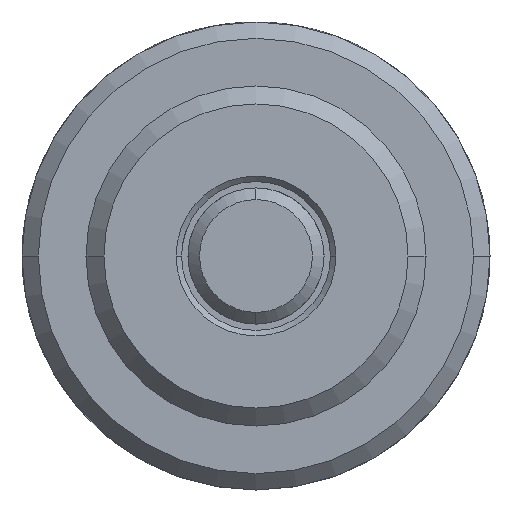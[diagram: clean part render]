
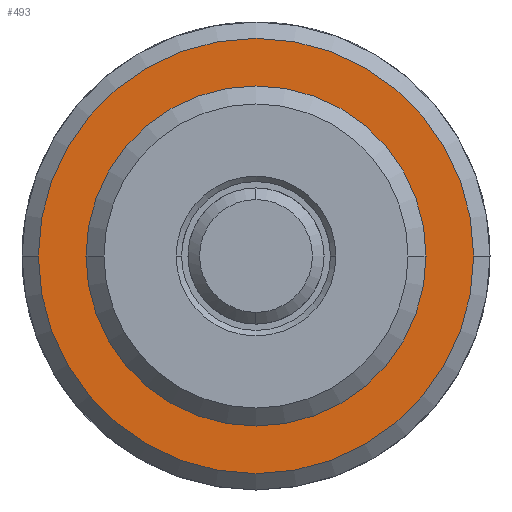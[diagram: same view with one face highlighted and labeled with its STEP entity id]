
A CAD part, left-side view. The second image highlights one B-rep face of the part: STEP entity #493.
In plain terms, the highlighted planar face has unit normal (-1, 0, 0).
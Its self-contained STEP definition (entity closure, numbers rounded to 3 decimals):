
#161 = DIRECTION ( 'NONE',  ( 1., 0., 0. ) ) ;
#214 = ORIENTED_EDGE ( 'NONE', *, *, #321, .F. ) ;
#218 = EDGE_CURVE ( 'NONE', #2769, #619, #1743, .T. ) ;
#321 = EDGE_CURVE ( 'NONE', #1446, #1140, #1941, .T. ) ;
#364 = CARTESIAN_POINT ( 'NONE',  ( 12.7, 0., -7.906 ) ) ;
#453 = CARTESIAN_POINT ( 'NONE',  ( 12.7, 0., 0. ) ) ;
#493 = ADVANCED_FACE ( 'NONE', ( #1529, #1210 ), #2741, .F. ) ;
#615 = EDGE_LOOP ( 'NONE', ( #2078, #2754 ) ) ;
#619 = VERTEX_POINT ( 'NONE', #364 ) ;
#782 = AXIS2_PLACEMENT_3D ( 'NONE', #1340, #1283, #2590 ) ;
#853 = EDGE_LOOP ( 'NONE', ( #214, #2909 ) ) ;
#1057 = EDGE_CURVE ( 'NONE', #1140, #1446, #3521, .T. ) ;
#1140 = VERTEX_POINT ( 'NONE', #2692 ) ;
#1210 = FACE_BOUND ( 'NONE', #615, .T. ) ;
#1228 = DIRECTION ( 'NONE',  ( 0., 0., -1. ) ) ;
#1283 = DIRECTION ( 'NONE',  ( 1., 0., 0. ) ) ;
#1340 = CARTESIAN_POINT ( 'NONE',  ( 12.7, 0., 0. ) ) ;
#1404 = DIRECTION ( 'NONE',  ( 0., 0., -1. ) ) ;
#1446 = VERTEX_POINT ( 'NONE', #3540 ) ;
#1451 = CARTESIAN_POINT ( 'NONE',  ( 12.7, 0., 0. ) ) ;
#1529 = FACE_OUTER_BOUND ( 'NONE', #853, .T. ) ;
#1572 = DIRECTION ( 'NONE',  ( 0., 0., -1. ) ) ;
#1578 = AXIS2_PLACEMENT_3D ( 'NONE', #3717, #4014, #1228 ) ;
#1743 = CIRCLE ( 'NONE', #3163, 7.906 ) ;
#1906 = DIRECTION ( 'NONE',  ( 1., 0., 0. ) ) ;
#1941 = CIRCLE ( 'NONE', #2464, 10.16 ) ;
#2078 = ORIENTED_EDGE ( 'NONE', *, *, #2382, .T. ) ;
#2116 = CARTESIAN_POINT ( 'NONE',  ( 12.7, 0., 7.906 ) ) ;
#2216 = AXIS2_PLACEMENT_3D ( 'NONE', #2518, #1906, #1572 ) ;
#2316 = DIRECTION ( 'NONE',  ( 0., 0., -1. ) ) ;
#2362 = DIRECTION ( 'NONE',  ( 1., 0., 0. ) ) ;
#2382 = EDGE_CURVE ( 'NONE', #619, #2769, #3254, .T. ) ;
#2464 = AXIS2_PLACEMENT_3D ( 'NONE', #453, #2362, #2316 ) ;
#2518 = CARTESIAN_POINT ( 'NONE',  ( 12.7, 0., 0. ) ) ;
#2590 = DIRECTION ( 'NONE',  ( 0., 0., -1. ) ) ;
#2692 = CARTESIAN_POINT ( 'NONE',  ( 12.7, 0., -10.16 ) ) ;
#2741 = PLANE ( 'NONE',  #1578 ) ;
#2754 = ORIENTED_EDGE ( 'NONE', *, *, #218, .T. ) ;
#2769 = VERTEX_POINT ( 'NONE', #2116 ) ;
#2909 = ORIENTED_EDGE ( 'NONE', *, *, #1057, .F. ) ;
#3163 = AXIS2_PLACEMENT_3D ( 'NONE', #1451, #161, #1404 ) ;
#3254 = CIRCLE ( 'NONE', #2216, 7.906 ) ;
#3521 = CIRCLE ( 'NONE', #782, 10.16 ) ;
#3540 = CARTESIAN_POINT ( 'NONE',  ( 12.7, 0., 10.16 ) ) ;
#3717 = CARTESIAN_POINT ( 'NONE',  ( 12.7, 0., 0. ) ) ;
#4014 = DIRECTION ( 'NONE',  ( 1., 0., 0. ) ) ;
